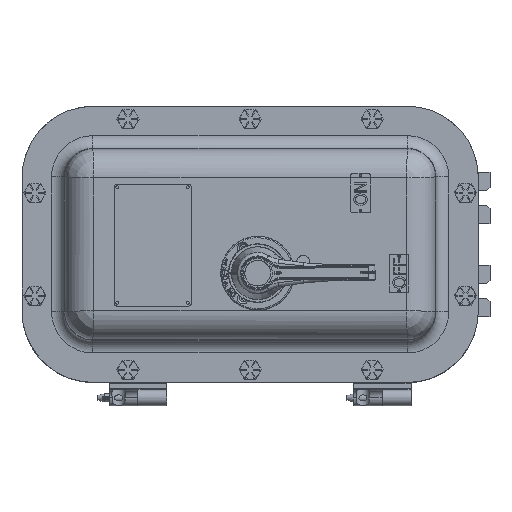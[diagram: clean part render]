
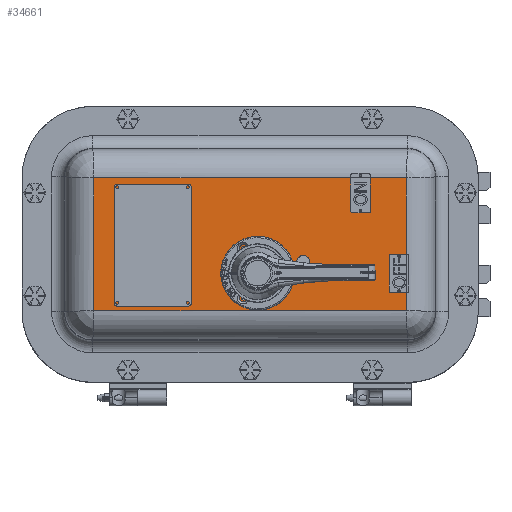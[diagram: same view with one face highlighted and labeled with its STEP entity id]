
A CAD part, top view. The second image highlights one B-rep face of the part: STEP entity #34661.
In plain terms, the highlighted face is planar.
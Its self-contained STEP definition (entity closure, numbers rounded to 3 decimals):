
#1426=FACE_BOUND('',#6092,.T.);
#1427=FACE_BOUND('',#6093,.T.);
#1428=FACE_BOUND('',#6094,.T.);
#1429=FACE_BOUND('',#6095,.T.);
#1430=FACE_BOUND('',#6096,.T.);
#1431=FACE_BOUND('',#6097,.T.);
#1432=FACE_BOUND('',#6098,.T.);
#1797=PLANE('',#37386);
#4064=FACE_OUTER_BOUND('',#6091,.T.);
#6091=EDGE_LOOP('',(#25206,#25207,#25208,#25209));
#6092=EDGE_LOOP('',(#25210,#25211));
#6093=EDGE_LOOP('',(#25212,#25213));
#6094=EDGE_LOOP('',(#25214,#25215));
#6095=EDGE_LOOP('',(#25216,#25217));
#6096=EDGE_LOOP('',(#25218,#25219));
#6097=EDGE_LOOP('',(#25220,#25221));
#6098=EDGE_LOOP('',(#25222,#25223));
#8452=LINE('',#52384,#11323);
#8454=LINE('',#52464,#11325);
#8456=LINE('',#52544,#11327);
#8459=LINE('',#52662,#11330);
#11323=VECTOR('',#41576,0.394);
#11325=VECTOR('',#41580,0.394);
#11327=VECTOR('',#41584,0.394);
#11330=VECTOR('',#41589,0.394);
#13801=CIRCLE('',#36982,0.043);
#13802=CIRCLE('',#36983,0.043);
#13805=CIRCLE('',#36988,0.043);
#13806=CIRCLE('',#36989,0.043);
#13809=CIRCLE('',#36994,0.043);
#13810=CIRCLE('',#36995,0.043);
#13815=CIRCLE('',#37004,0.073);
#13816=CIRCLE('',#37005,0.073);
#13819=CIRCLE('',#37010,0.073);
#13820=CIRCLE('',#37011,0.073);
#13823=CIRCLE('',#37016,0.073);
#13824=CIRCLE('',#37017,0.073);
#13825=CIRCLE('',#37019,0.479);
#13826=CIRCLE('',#37020,0.479);
#15238=VERTEX_POINT('',#50066);
#15239=VERTEX_POINT('',#50067);
#15243=VERTEX_POINT('',#50079);
#15244=VERTEX_POINT('',#50080);
#15248=VERTEX_POINT('',#50092);
#15249=VERTEX_POINT('',#50093);
#15258=VERTEX_POINT('',#50152);
#15259=VERTEX_POINT('',#50153);
#15263=VERTEX_POINT('',#50165);
#15264=VERTEX_POINT('',#50166);
#15268=VERTEX_POINT('',#50178);
#15269=VERTEX_POINT('',#50179);
#15270=VERTEX_POINT('',#50184);
#15271=VERTEX_POINT('',#50185);
#15690=VERTEX_POINT('',#52345);
#15691=VERTEX_POINT('',#52383);
#15694=VERTEX_POINT('',#52463);
#15697=VERTEX_POINT('',#52543);
#18649=EDGE_CURVE('',#15238,#15239,#13801,.T.);
#18650=EDGE_CURVE('',#15239,#15238,#13802,.T.);
#18655=EDGE_CURVE('',#15243,#15244,#13805,.T.);
#18656=EDGE_CURVE('',#15244,#15243,#13806,.T.);
#18661=EDGE_CURVE('',#15248,#15249,#13809,.T.);
#18662=EDGE_CURVE('',#15249,#15248,#13810,.T.);
#18673=EDGE_CURVE('',#15258,#15259,#13815,.T.);
#18674=EDGE_CURVE('',#15259,#15258,#13816,.T.);
#18679=EDGE_CURVE('',#15263,#15264,#13819,.T.);
#18680=EDGE_CURVE('',#15264,#15263,#13820,.T.);
#18685=EDGE_CURVE('',#15268,#15269,#13823,.T.);
#18686=EDGE_CURVE('',#15269,#15268,#13824,.T.);
#18688=EDGE_CURVE('',#15270,#15271,#13825,.T.);
#18689=EDGE_CURVE('',#15271,#15270,#13826,.T.);
#19315=EDGE_CURVE('',#15690,#15691,#8452,.T.);
#19319=EDGE_CURVE('',#15691,#15694,#8454,.T.);
#19323=EDGE_CURVE('',#15694,#15697,#8456,.T.);
#19329=EDGE_CURVE('',#15697,#15690,#8459,.T.);
#25206=ORIENTED_EDGE('',*,*,#19315,.F.);
#25207=ORIENTED_EDGE('',*,*,#19329,.F.);
#25208=ORIENTED_EDGE('',*,*,#19323,.F.);
#25209=ORIENTED_EDGE('',*,*,#19319,.F.);
#25210=ORIENTED_EDGE('',*,*,#18649,.T.);
#25211=ORIENTED_EDGE('',*,*,#18650,.T.);
#25212=ORIENTED_EDGE('',*,*,#18655,.T.);
#25213=ORIENTED_EDGE('',*,*,#18656,.T.);
#25214=ORIENTED_EDGE('',*,*,#18661,.T.);
#25215=ORIENTED_EDGE('',*,*,#18662,.T.);
#25216=ORIENTED_EDGE('',*,*,#18673,.T.);
#25217=ORIENTED_EDGE('',*,*,#18674,.T.);
#25218=ORIENTED_EDGE('',*,*,#18679,.T.);
#25219=ORIENTED_EDGE('',*,*,#18680,.T.);
#25220=ORIENTED_EDGE('',*,*,#18685,.T.);
#25221=ORIENTED_EDGE('',*,*,#18686,.T.);
#25222=ORIENTED_EDGE('',*,*,#18688,.T.);
#25223=ORIENTED_EDGE('',*,*,#18689,.T.);
#34661=ADVANCED_FACE('',(#4064,#1426,#1427,#1428,#1429,#1430,#1431,#1432),
#1797,.F.);
#36982=AXIS2_PLACEMENT_3D('',#50068,#40392,#40393);
#36983=AXIS2_PLACEMENT_3D('',#50069,#40394,#40395);
#36988=AXIS2_PLACEMENT_3D('',#50081,#40406,#40407);
#36989=AXIS2_PLACEMENT_3D('',#50082,#40408,#40409);
#36994=AXIS2_PLACEMENT_3D('',#50094,#40420,#40421);
#36995=AXIS2_PLACEMENT_3D('',#50095,#40422,#40423);
#37004=AXIS2_PLACEMENT_3D('',#50154,#40444,#40445);
#37005=AXIS2_PLACEMENT_3D('',#50155,#40446,#40447);
#37010=AXIS2_PLACEMENT_3D('',#50167,#40458,#40459);
#37011=AXIS2_PLACEMENT_3D('',#50168,#40460,#40461);
#37016=AXIS2_PLACEMENT_3D('',#50180,#40472,#40473);
#37017=AXIS2_PLACEMENT_3D('',#50181,#40474,#40475);
#37019=AXIS2_PLACEMENT_3D('',#50186,#40479,#40480);
#37020=AXIS2_PLACEMENT_3D('',#50187,#40481,#40482);
#37386=AXIS2_PLACEMENT_3D('',#53081,#41609,#41610);
#40392=DIRECTION('center_axis',(0.,0.,1.));
#40393=DIRECTION('ref_axis',(-1.,0.,0.));
#40394=DIRECTION('center_axis',(0.,0.,1.));
#40395=DIRECTION('ref_axis',(-1.,0.,0.));
#40406=DIRECTION('center_axis',(0.,0.,1.));
#40407=DIRECTION('ref_axis',(-1.,0.,0.));
#40408=DIRECTION('center_axis',(0.,0.,1.));
#40409=DIRECTION('ref_axis',(-1.,0.,0.));
#40420=DIRECTION('center_axis',(0.,0.,1.));
#40421=DIRECTION('ref_axis',(-1.,0.,0.));
#40422=DIRECTION('center_axis',(0.,0.,1.));
#40423=DIRECTION('ref_axis',(-1.,0.,0.));
#40444=DIRECTION('center_axis',(0.,0.,1.));
#40445=DIRECTION('ref_axis',(-1.,0.,0.));
#40446=DIRECTION('center_axis',(0.,0.,1.));
#40447=DIRECTION('ref_axis',(-1.,0.,0.));
#40458=DIRECTION('center_axis',(0.,0.,1.));
#40459=DIRECTION('ref_axis',(-1.,0.,0.));
#40460=DIRECTION('center_axis',(0.,0.,1.));
#40461=DIRECTION('ref_axis',(-1.,0.,0.));
#40472=DIRECTION('center_axis',(0.,0.,1.));
#40473=DIRECTION('ref_axis',(-1.,0.,0.));
#40474=DIRECTION('center_axis',(0.,0.,1.));
#40475=DIRECTION('ref_axis',(-1.,0.,0.));
#40479=DIRECTION('center_axis',(0.,0.,1.));
#40480=DIRECTION('ref_axis',(-1.,0.,0.));
#40481=DIRECTION('center_axis',(0.,0.,1.));
#40482=DIRECTION('ref_axis',(-1.,0.,0.));
#41576=DIRECTION('',(-1.,0.,0.));
#41580=DIRECTION('',(0.,-1.,0.));
#41584=DIRECTION('',(1.,0.,0.));
#41589=DIRECTION('',(0.,1.,0.));
#41609=DIRECTION('center_axis',(0.,0.,1.));
#41610=DIRECTION('ref_axis',(1.,0.,0.));
#50066=CARTESIAN_POINT('',(-4.338,1.315,-3.094));
#50067=CARTESIAN_POINT('',(-4.252,1.315,-3.094));
#50068=CARTESIAN_POINT('Origin',(-4.295,1.315,-3.094));
#50069=CARTESIAN_POINT('Origin',(-4.295,1.315,-3.094));
#50079=CARTESIAN_POINT('',(-5.838,-1.815,-3.094));
#50080=CARTESIAN_POINT('',(-5.752,-1.815,-3.094));
#50081=CARTESIAN_POINT('Origin',(-5.795,-1.815,-3.094));
#50082=CARTESIAN_POINT('Origin',(-5.795,-1.815,-3.094));
#50092=CARTESIAN_POINT('',(-5.838,-0.475,-3.094));
#50093=CARTESIAN_POINT('',(-5.752,-0.475,-3.094));
#50094=CARTESIAN_POINT('Origin',(-5.795,-0.475,-3.094));
#50095=CARTESIAN_POINT('Origin',(-5.795,-0.475,-3.094));
#50152=CARTESIAN_POINT('',(0.195,-0.151,-3.094));
#50153=CARTESIAN_POINT('',(0.34,-0.151,-3.094));
#50154=CARTESIAN_POINT('Origin',(0.268,-0.151,-3.094));
#50155=CARTESIAN_POINT('Origin',(0.268,-0.151,-3.094));
#50165=CARTESIAN_POINT('',(-1.493,-1.125,-3.094));
#50166=CARTESIAN_POINT('',(-1.348,-1.125,-3.094));
#50167=CARTESIAN_POINT('Origin',(-1.42,-1.125,-3.094));
#50168=CARTESIAN_POINT('Origin',(-1.42,-1.125,-3.094));
#50178=CARTESIAN_POINT('',(0.195,-2.099,-3.094));
#50179=CARTESIAN_POINT('',(0.34,-2.099,-3.094));
#50180=CARTESIAN_POINT('Origin',(0.268,-2.099,-3.094));
#50181=CARTESIAN_POINT('Origin',(0.268,-2.099,-3.094));
#50184=CARTESIAN_POINT('',(-0.774,-1.125,-3.094));
#50185=CARTESIAN_POINT('',(0.184,-1.125,-3.094));
#50186=CARTESIAN_POINT('Origin',(-0.295,-1.125,-3.094));
#50187=CARTESIAN_POINT('Origin',(-0.295,-1.125,-3.094));
#52345=CARTESIAN_POINT('',(6.081,2.581,-3.094));
#52383=CARTESIAN_POINT('',(-6.081,2.581,-3.094));
#52384=CARTESIAN_POINT('',(3.063,2.581,-3.094));
#52463=CARTESIAN_POINT('',(-6.081,-2.581,-3.094));
#52464=CARTESIAN_POINT('',(-6.081,1.313,-3.094));
#52543=CARTESIAN_POINT('',(6.081,-2.581,-3.094));
#52544=CARTESIAN_POINT('',(-3.063,-2.581,-3.094));
#52662=CARTESIAN_POINT('',(6.081,-1.313,-3.094));
#53081=CARTESIAN_POINT('Origin',(0.,0.,
-3.094));
